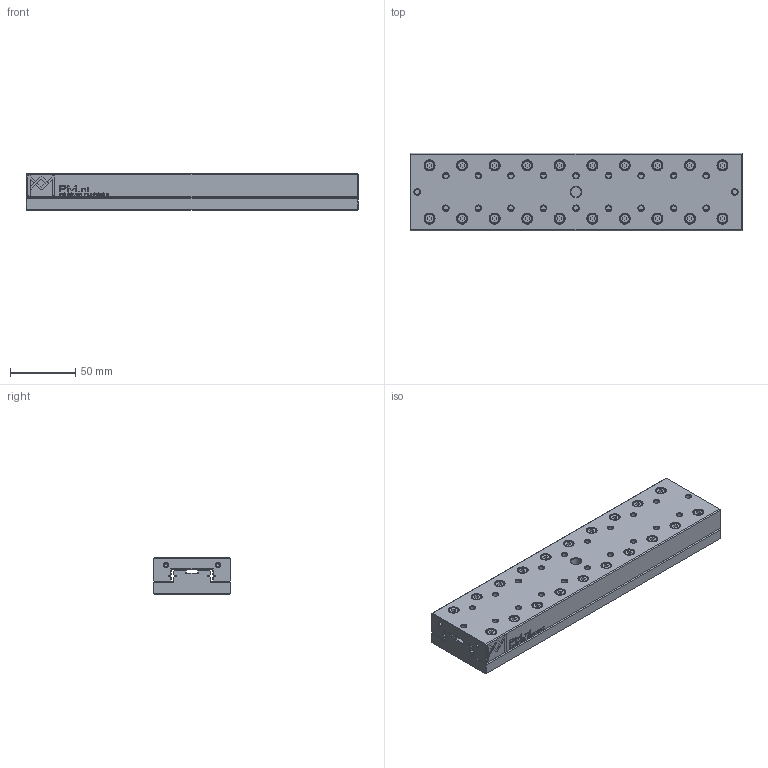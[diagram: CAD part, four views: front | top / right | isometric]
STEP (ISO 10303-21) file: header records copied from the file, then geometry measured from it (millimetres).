
FILE_DESCRIPTION(/* description */ (''),/* implementation_level */ '2;1');
FILE_NAME(/* name */ 'RT-3250_stp.stp',/* time_stamp */ '2024-10-04T14:01:57+02:00',/* author */ (''),/* organization */ (''),/* preprocessor_version */ 'ST-DEVELOPER v16.7',/* originating_system */ 'SIEMENS PLM Software NX 12.0',/* authorisation */ '');
FILE_SCHEMA (('AUTOMOTIVE_DESIGN { 1 0 10303 214 3 1 1 1 }'));
Length unit declared in the file: millimetre
Products named in the file (1): RT-3250_stp
Bounding box: 255 x 59.5 x 28 mm (x, y, z)
Volume: 395084.9 mm3; surface area: 102287.7 mm2
Topology: 2 solids, 2 shells, 1452 faces, 3507 edges, 2275 vertices
Faces by surface type: plane 982, bspline 180, cone 151, cylinder 139
Full cylindrical faces by diameter (mm): 3 x4, 4 x30, 4.8 x10, 7 x20, 7.32 x20, 7.8 x48, 8 x1
Entity records: 45141 total; most frequent: CARTESIAN_POINT 9359, ORIENTED_EDGE 6370, DIRECTION 5796, EDGE_CURVE 3185, LINE 2400, VECTOR 2400, VERTEX_POINT 2237, EDGE_LOOP 2006
